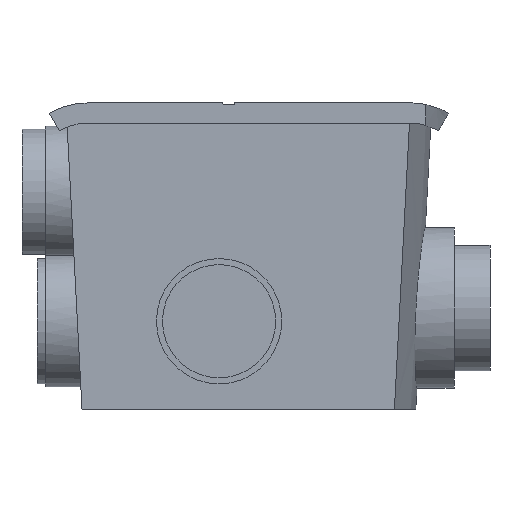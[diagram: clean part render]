
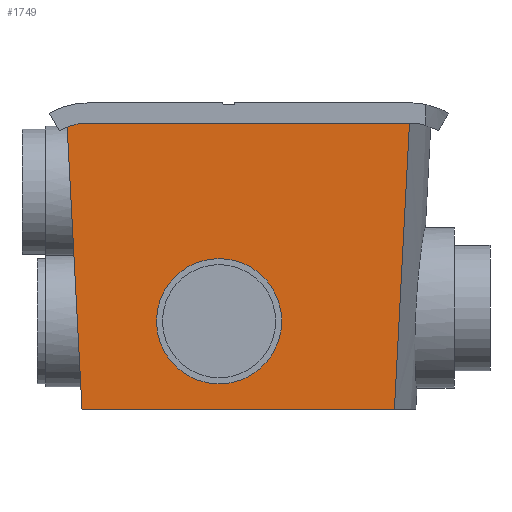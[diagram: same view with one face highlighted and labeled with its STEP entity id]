
A CAD part, left-side view. The second image highlights one B-rep face of the part: STEP entity #1749.
In plain terms, the highlighted planar face has unit normal (-1, 0, 0).
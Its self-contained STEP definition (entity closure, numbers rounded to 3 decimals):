
#241 = ORIENTED_EDGE ( 'NONE', *, *, #2175, .F. ) ;
#454 = VECTOR ( 'NONE', #1688, 1000. ) ;
#478 = CARTESIAN_POINT ( 'NONE',  ( -215., -158.784, 283. ) ) ;
#650 = VERTEX_POINT ( 'NONE', #1152 ) ;
#694 = ORIENTED_EDGE ( 'NONE', *, *, #880, .F. ) ;
#880 = EDGE_CURVE ( 'NONE', #1540, #3503, #1845, .T. ) ;
#1038 = AXIS2_PLACEMENT_3D ( 'NONE', #2007, #2009, #2012 ) ;
#1056 = ORIENTED_EDGE ( 'NONE', *, *, #1313, .F. ) ;
#1065 = VECTOR ( 'NONE', #1414, 1000. ) ;
#1077 = CARTESIAN_POINT ( 'NONE',  ( -215., 29.5, 25. ) ) ;
#1144 = LINE ( 'NONE', #2096, #1065 ) ;
#1152 = CARTESIAN_POINT ( 'NONE',  ( -215., 165.109, 0. ) ) ;
#1162 = AXIS2_PLACEMENT_3D ( 'NONE', #2542, #2539, #2525 ) ;
#1301 = AXIS2_PLACEMENT_3D ( 'NONE', #1612, #1891, #3211 ) ;
#1313 = EDGE_CURVE ( 'NONE', #3503, #1540, #3730, .T. ) ;
#1323 = FACE_OUTER_BOUND ( 'NONE', #3622, .T. ) ;
#1329 = CARTESIAN_POINT ( 'NONE',  ( -215., 180., 283. ) ) ;
#1361 = ORIENTED_EDGE ( 'NONE', *, *, #2645, .F. ) ;
#1414 = DIRECTION ( 'NONE',  ( 0., -0.053, 0.999 ) ) ;
#1450 = CARTESIAN_POINT ( 'NONE',  ( -215., -143.893, 0. ) ) ;
#1460 = DIRECTION ( 'NONE',  ( 0., -1., 0. ) ) ;
#1481 = LINE ( 'NONE', #1801, #2990 ) ;
#1540 = VERTEX_POINT ( 'NONE', #2336 ) ;
#1612 = CARTESIAN_POINT ( 'NONE',  ( -215., 29.5, 87. ) ) ;
#1667 = CARTESIAN_POINT ( 'NONE',  ( -215., 165.109, 0. ) ) ;
#1688 = DIRECTION ( 'NONE',  ( 0., 1., 0. ) ) ;
#1689 = VECTOR ( 'NONE', #1460, 1000. ) ;
#1749 = ADVANCED_FACE ( 'NONE', ( #3680, #1323 ), #2552, .F. ) ;
#1801 = CARTESIAN_POINT ( 'NONE',  ( -215., 180., 283. ) ) ;
#1820 = DIRECTION ( 'NONE',  ( 0., 0.053, 0.999 ) ) ;
#1845 = CIRCLE ( 'NONE', #1301, 62. ) ;
#1891 = DIRECTION ( 'NONE',  ( -1., 0., 0. ) ) ;
#1923 = VERTEX_POINT ( 'NONE', #478 ) ;
#2007 = CARTESIAN_POINT ( 'NONE',  ( -215., 29.5, 87. ) ) ;
#2009 = DIRECTION ( 'NONE',  ( -1., 0., 0. ) ) ;
#2012 = DIRECTION ( 'NONE',  ( 0., 0., 1. ) ) ;
#2096 = CARTESIAN_POINT ( 'NONE',  ( -215., -143.893, 0. ) ) ;
#2134 = EDGE_CURVE ( 'NONE', #650, #2276, #1481, .T. ) ;
#2175 = EDGE_CURVE ( 'NONE', #3220, #650, #3675, .T. ) ;
#2276 = VERTEX_POINT ( 'NONE', #1329 ) ;
#2336 = CARTESIAN_POINT ( 'NONE',  ( -215., 29.5, 149. ) ) ;
#2457 = ORIENTED_EDGE ( 'NONE', *, *, #2134, .F. ) ;
#2525 = DIRECTION ( 'NONE',  ( 0., 0., -1. ) ) ;
#2539 = DIRECTION ( 'NONE',  ( 1., 0., 0. ) ) ;
#2542 = CARTESIAN_POINT ( 'NONE',  ( -215., 0., 0. ) ) ;
#2552 = PLANE ( 'NONE',  #1162 ) ;
#2560 = LINE ( 'NONE', #2692, #1689 ) ;
#2583 = EDGE_LOOP ( 'NONE', ( #694, #1056 ) ) ;
#2645 = EDGE_CURVE ( 'NONE', #2276, #1923, #2560, .T. ) ;
#2692 = CARTESIAN_POINT ( 'NONE',  ( -215., 180., 283. ) ) ;
#2990 = VECTOR ( 'NONE', #1820, 1000. ) ;
#3101 = ORIENTED_EDGE ( 'NONE', *, *, #3342, .T. ) ;
#3211 = DIRECTION ( 'NONE',  ( 0., 0., 1. ) ) ;
#3220 = VERTEX_POINT ( 'NONE', #1450 ) ;
#3342 = EDGE_CURVE ( 'NONE', #3220, #1923, #1144, .T. ) ;
#3503 = VERTEX_POINT ( 'NONE', #1077 ) ;
#3622 = EDGE_LOOP ( 'NONE', ( #241, #3101, #1361, #2457 ) ) ;
#3675 = LINE ( 'NONE', #1667, #454 ) ;
#3680 = FACE_BOUND ( 'NONE', #2583, .T. ) ;
#3730 = CIRCLE ( 'NONE', #1038, 62. ) ;
